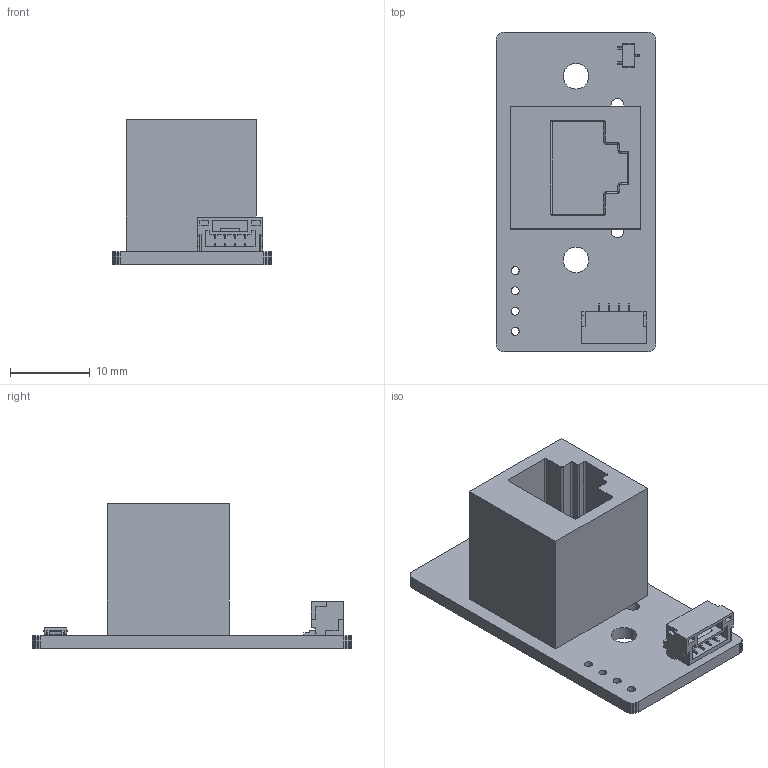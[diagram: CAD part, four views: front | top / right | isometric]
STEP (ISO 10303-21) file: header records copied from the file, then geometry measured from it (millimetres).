
FILE_DESCRIPTION(('KiCad electronic assembly'),'2;1');
FILE_NAME('fan breakout.step','2023-10-25T18:15:14',('Pcbnew'),('Kicad') ,'Open CASCADE STEP processor 7.7','KiCad to STEP converter','Unknown' );
FILE_SCHEMA(('AUTOMOTIVE_DESIGN { 1 0 10303 214 1 1 1 1 }'));
Length unit declared in the file: millimetre
Products named in the file (8): fan breakout 1; TSOT-23; SOLID; RRJ45S08PB000; JST_GH_SM04B-GHS-TB_1x04-1MP_P1.25mm_Horizontal; fan breakout PCB
Assembly tree (7 placements, depth 3):
  fan breakout 1
    TSOT-23
      SOLID
    RRJ45S08PB000
      SOLID
    JST_GH_SM04B-GHS-TB_1x04-1MP_P1.25mm_Horizontal
      SOLID
    fan breakout PCB
Bounding box: 20 x 40 x 18.17 mm (x, y, z)
Volume: 4275.3 mm3; surface area: 4175.3 mm2
Topology: 4 solids, 4 shells, 393 faces, 1060 edges, 676 vertices
Faces by surface type: plane 300, cylinder 54, bspline 27, sphere 8, torus 4
Full cylindrical faces by diameter (mm): 0.889 x8, 1 x4, 1.6 x2, 3.2 x2, 3.251 x2
Entity records: 28362 total; most frequent: CARTESIAN_POINT 5115, DIRECTION 3869, LINE 2869, VECTOR 2869, ORIENTED_EDGE 2104, PCURVE 2104, DEFINITIONAL_REPRESENTATION 2104, EDGE_CURVE 1052
